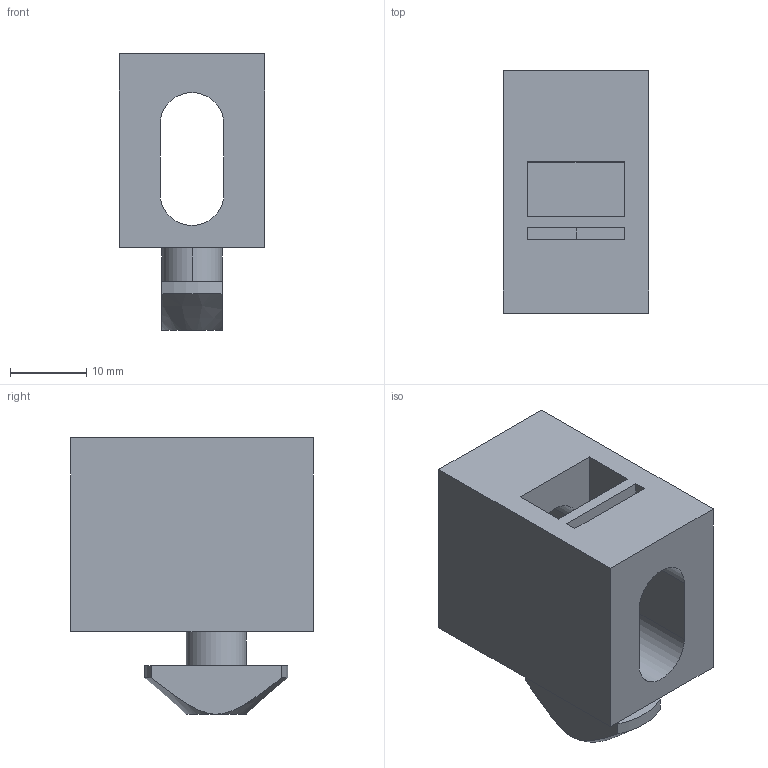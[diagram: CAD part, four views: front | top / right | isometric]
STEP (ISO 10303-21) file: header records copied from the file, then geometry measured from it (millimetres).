
FILE_DESCRIPTION((''),'2;1');
FILE_NAME('15AC8702.stp','2015-07-16T10:49:11',(''),(''),'Mechanical Desktop 2011','Mechanical Desktop 2011',', , ');
FILE_SCHEMA(('AUTOMOTIVE_DESIGN { 1 2 10303 214 1 1 1 1 }'));
Length unit declared in the file: inch
Products named in the file (1): Product
Bounding box: 19.05 x 31.75 x 36.2 mm (x, y, z)
Volume: 10902.5 mm3; surface area: 5912.4 mm2
Topology: 1 solids, 1 shells, 36 faces, 93 edges, 60 vertices
Faces by surface type: plane 26, cylinder 8, cone 2
Entity records: 1151 total; most frequent: CARTESIAN_POINT 199, ORIENTED_EDGE 188, DIRECTION 186, EDGE_CURVE 94, VECTOR 68, LINE 68, VERTEX_POINT 60, AXIS2_PLACEMENT_3D 59
